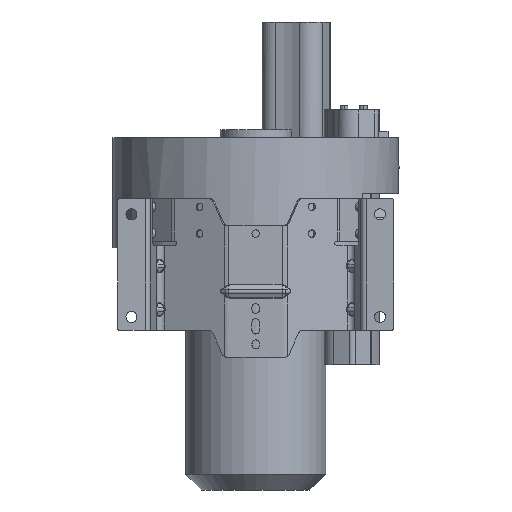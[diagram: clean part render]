
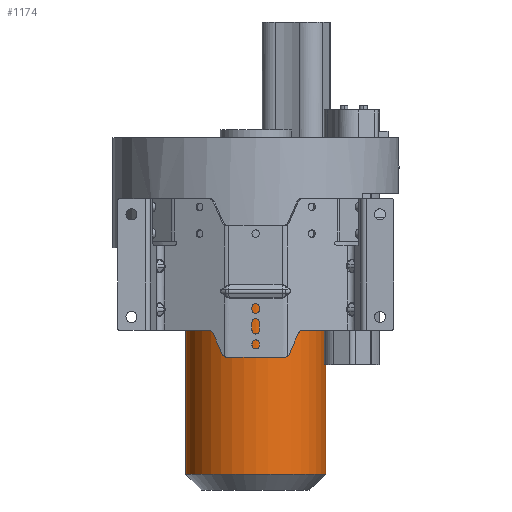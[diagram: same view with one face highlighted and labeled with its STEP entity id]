
A CAD part, front view. The second image highlights one B-rep face of the part: STEP entity #1174.
In plain terms, the highlighted cylindrical face has radius 88.7 mm (diameter 177.4 mm), a partial arc.
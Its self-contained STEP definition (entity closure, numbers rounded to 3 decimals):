
#601=FACE_OUTER_BOUND('',#2545,.T.);
#1174=ADVANCED_FACE('',(#601),#1767,.T.);
#1767=CYLINDRICAL_SURFACE('',#10898,88.7);
#2545=EDGE_LOOP('',(#4808,#4809,#4810,#4811));
#3153=LINE('',#14430,#3827);
#3154=LINE('',#14434,#3828);
#3827=VECTOR('',#11714,1.);
#3828=VECTOR('',#11717,1.);
#4808=ORIENTED_EDGE('',*,*,#8677,.F.);
#4809=ORIENTED_EDGE('',*,*,#8962,.F.);
#4810=ORIENTED_EDGE('',*,*,#8679,.T.);
#4811=ORIENTED_EDGE('',*,*,#8963,.T.);
#7657=VERTEX_POINT('',#14428);
#7658=VERTEX_POINT('',#14429);
#7659=VERTEX_POINT('',#14431);
#7660=VERTEX_POINT('',#14433);
#8677=EDGE_CURVE('',#7657,#7659,#3153,.T.);
#8679=EDGE_CURVE('',#7658,#7660,#3154,.T.);
#8962=EDGE_CURVE('',#7658,#7657,#10389,.T.);
#8963=EDGE_CURVE('',#7660,#7659,#10390,.T.);
#10389=CIRCLE('',#10896,88.7);
#10390=CIRCLE('',#10897,88.7);
#10896=AXIS2_PLACEMENT_3D('',#15283,#12242,#12243);
#10897=AXIS2_PLACEMENT_3D('',#15284,#12244,#12245);
#10898=AXIS2_PLACEMENT_3D('',#15285,#12246,#12247);
#11714=DIRECTION('',(0.,0.,-1.));
#11717=DIRECTION('',(0.,0.,-1.));
#12242=DIRECTION('',(0.,0.,1.));
#12243=DIRECTION('',(-1.,0.,0.));
#12244=DIRECTION('',(0.,0.,1.));
#12245=DIRECTION('',(-1.,0.,0.));
#12246=DIRECTION('',(0.,0.,-1.));
#12247=DIRECTION('',(1.,0.,0.));
#14428=CARTESIAN_POINT('',(88.7,0.,-35.13));
#14429=CARTESIAN_POINT('',(-88.7,0.,-35.13));
#14430=CARTESIAN_POINT('',(88.7,0.,-35.13));
#14431=CARTESIAN_POINT('',(88.7,0.,-322.));
#14433=CARTESIAN_POINT('',(-88.7,0.,-322.));
#14434=CARTESIAN_POINT('',(-88.7,0.,-35.13));
#15283=CARTESIAN_POINT('',(0.,0.,-35.13));
#15284=CARTESIAN_POINT('',(0.,0.,-322.));
#15285=CARTESIAN_POINT('',(0.,0.,-35.13));
